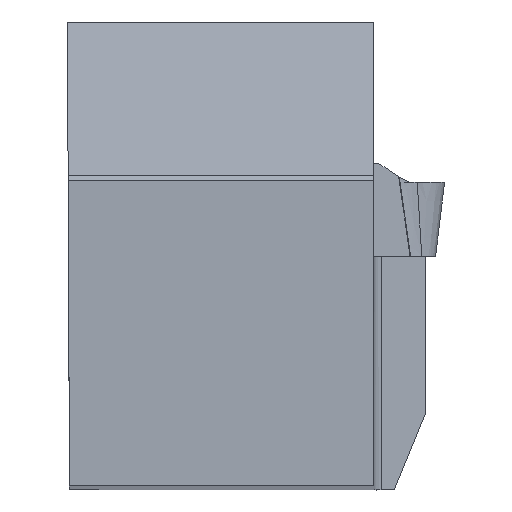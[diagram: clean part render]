
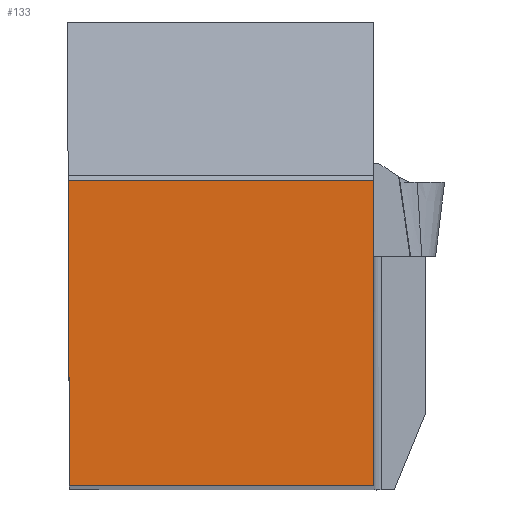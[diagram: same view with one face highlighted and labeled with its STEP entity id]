
A CAD part, top view. The second image highlights one B-rep face of the part: STEP entity #133.
In plain terms, the highlighted planar face has unit normal (0, 0, 1).
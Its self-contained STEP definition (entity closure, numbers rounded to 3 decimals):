
#133=ADVANCED_FACE('',(#219),#185,.T.);
#185=PLANE('',#1207);
#219=FACE_OUTER_BOUND('',#270,.T.);
#270=EDGE_LOOP('',(#456,#457,#458,#459));
#456=ORIENTED_EDGE('',*,*,#858,.T.);
#457=ORIENTED_EDGE('',*,*,#866,.F.);
#458=ORIENTED_EDGE('',*,*,#855,.F.);
#459=ORIENTED_EDGE('',*,*,#867,.T.);
#739=VERTEX_POINT('',#1570);
#740=VERTEX_POINT('',#1572);
#741=VERTEX_POINT('',#1576);
#742=VERTEX_POINT('',#1578);
#855=EDGE_CURVE('',#739,#740,#1005,.T.);
#858=EDGE_CURVE('',#742,#741,#1008,.T.);
#866=EDGE_CURVE('',#740,#741,#1016,.T.);
#867=EDGE_CURVE('',#739,#742,#1017,.T.);
#1005=LINE('',#1571,#1085);
#1008=LINE('',#1577,#1088);
#1016=LINE('',#1592,#1096);
#1017=LINE('',#1593,#1097);
#1085=VECTOR('',#1320,1.);
#1088=VECTOR('',#1325,1.);
#1096=VECTOR('',#1339,1.);
#1097=VECTOR('',#1340,1.);
#1207=AXIS2_PLACEMENT_3D('',#1594,#1341,#1342);
#1320=DIRECTION('',(0.,-1.,0.));
#1325=DIRECTION('',(0.004,-1.,0.));
#1339=DIRECTION('',(-1.,0.,0.));
#1340=DIRECTION('',(-1.,0.,0.));
#1341=DIRECTION('',(0.,0.,1.));
#1342=DIRECTION('',(1.,0.,0.));
#1570=CARTESIAN_POINT('',(18.925,18.925,0.));
#1571=CARTESIAN_POINT('',(18.925,-9.,0.));
#1572=CARTESIAN_POINT('',(18.925,0.,0.));
#1576=CARTESIAN_POINT('',(0.083,0.,0.));
#1577=CARTESIAN_POINT('',(0.122,-9.12,0.));
#1578=CARTESIAN_POINT('',(0.,18.925,0.));
#1592=CARTESIAN_POINT('',(27.515,0.,0.));
#1593=CARTESIAN_POINT('',(27.515,18.925,0.));
#1594=CARTESIAN_POINT('',(27.515,-9.,0.));
